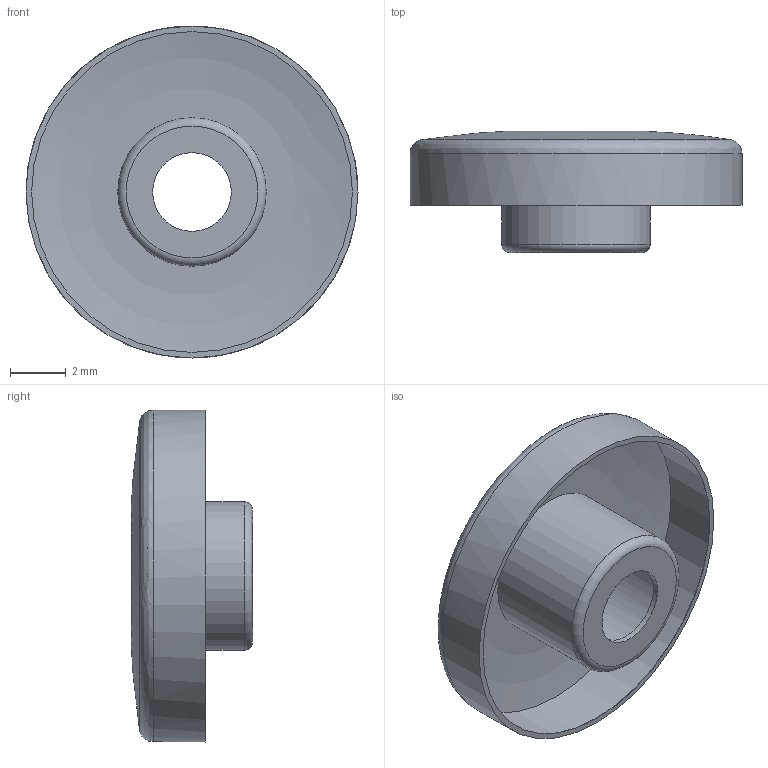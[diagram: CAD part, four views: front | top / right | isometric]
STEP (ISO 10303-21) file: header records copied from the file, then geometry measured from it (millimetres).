
FILE_DESCRIPTION(('FreeCAD Model'),'2;1');
FILE_NAME('Open CASCADE Shape Model','2022-07-29T14:53:31',('Author'),( ''),'Open CASCADE STEP processor 7.5','FreeCAD','Unknown');
FILE_SCHEMA(('AUTOMOTIVE_DESIGN { 1 0 10303 214 1 1 1 1 }'));
Length unit declared in the file: millimetre
Products named in the file (1): Body
Bounding box: 11.94 x 4.36 x 11.94 mm (x, y, z)
Volume: 48.7 mm3; surface area: 504.2 mm2
Topology: 1 solids, 1 shells, 15 faces, 28 edges, 16 vertices
Faces by surface type: cylinder 5, plane 3, bspline 3, torus 2, revolution 2
Full cylindrical faces by diameter (mm): 2.83 x1, 4.8 x1, 5.34 x1, 11.74 x1, 11.94 x1
Entity records: 1345 total; most frequent: CARTESIAN_POINT 754, DIRECTION 107, ORIENTED_EDGE 56, PCURVE 56, DEFINITIONAL_REPRESENTATION 56, LINE 47, VECTOR 47, EDGE_CURVE 28
